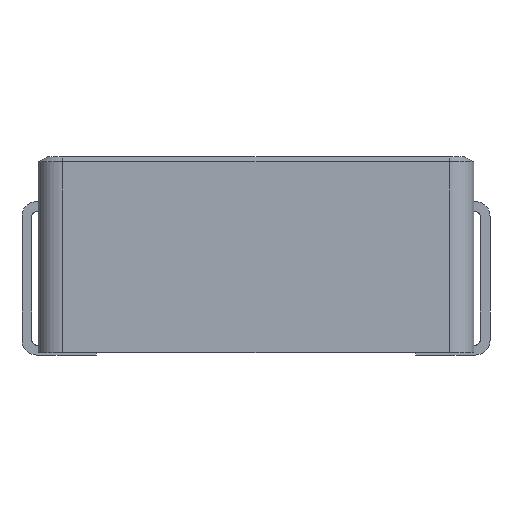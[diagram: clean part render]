
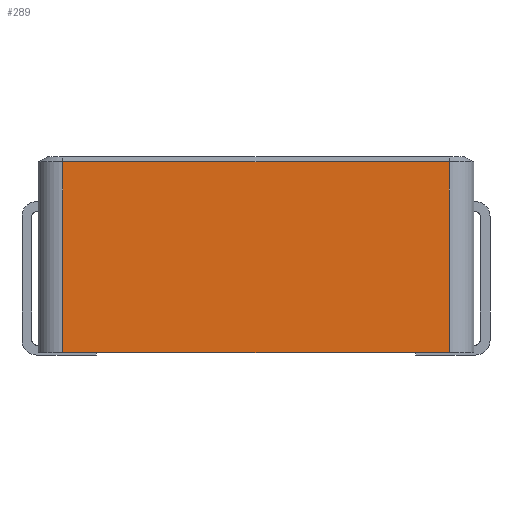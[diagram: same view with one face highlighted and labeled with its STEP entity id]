
A CAD part, front view. The second image highlights one B-rep face of the part: STEP entity #289.
In plain terms, the highlighted planar face has unit normal (0, -1, 0).
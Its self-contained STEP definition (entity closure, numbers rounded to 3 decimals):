
#289 = ADVANCED_FACE( '', ( #644 ), #645, .F. );
#644 = FACE_OUTER_BOUND( '', #1072, .T. );
#645 = PLANE( '', #1073 );
#1072 = EDGE_LOOP( '', ( #1801, #1802, #1803, #1804 ) );
#1073 = AXIS2_PLACEMENT_3D( '', #1805, #1806, #1807 );
#1801 = ORIENTED_EDGE( '', *, *, #2934, .T. );
#1802 = ORIENTED_EDGE( '', *, *, #2935, .T. );
#1803 = ORIENTED_EDGE( '', *, *, #2936, .T. );
#1804 = ORIENTED_EDGE( '', *, *, #2937, .T. );
#1805 = CARTESIAN_POINT( '', ( -4.4, -4.1, 3.95 ) );
#1806 = DIRECTION( '', ( 0., 1., 0. ) );
#1807 = DIRECTION( '', ( -1., 0., 0. ) );
#2934 = EDGE_CURVE( '', #3581, #3582, #3583, .F. );
#2935 = EDGE_CURVE( '', #3582, #3584, #3585, .T. );
#2936 = EDGE_CURVE( '', #3584, #3586, #3587, .T. );
#2937 = EDGE_CURVE( '', #3586, #3581, #3588, .T. );
#3581 = VERTEX_POINT( '', #4654 );
#3582 = VERTEX_POINT( '', #4655 );
#3583 = LINE( '', #4656, #4657 );
#3584 = VERTEX_POINT( '', #4658 );
#3585 = LINE( '', #4659, #4660 );
#3586 = VERTEX_POINT( '', #4661 );
#3587 = LINE( '', #4662, #4663 );
#3588 = LINE( '', #4664, #4665 );
#4654 = CARTESIAN_POINT( '', ( 3.9, -4.1, 0. ) );
#4655 = CARTESIAN_POINT( '', ( 3.9, -4.1, 3.85 ) );
#4656 = CARTESIAN_POINT( '', ( 3.9, -4.1, 3.95 ) );
#4657 = VECTOR( '', #5335, 1000. );
#4658 = CARTESIAN_POINT( '', ( -3.9, -4.1, 3.85 ) );
#4659 = CARTESIAN_POINT( '', ( -3.9, -4.1, 3.85 ) );
#4660 = VECTOR( '', #5336, 1000. );
#4661 = CARTESIAN_POINT( '', ( -3.9, -4.1, 0. ) );
#4662 = CARTESIAN_POINT( '', ( -3.9, -4.1, 3.95 ) );
#4663 = VECTOR( '', #5337, 1000. );
#4664 = CARTESIAN_POINT( '', ( -4.4, -4.1, 0. ) );
#4665 = VECTOR( '', #5338, 1000. );
#5335 = DIRECTION( '', ( 0., 0., -1. ) );
#5336 = DIRECTION( '', ( -1., 0., 0. ) );
#5337 = DIRECTION( '', ( 0., 0., -1. ) );
#5338 = DIRECTION( '', ( 1., 0., 0. ) );
